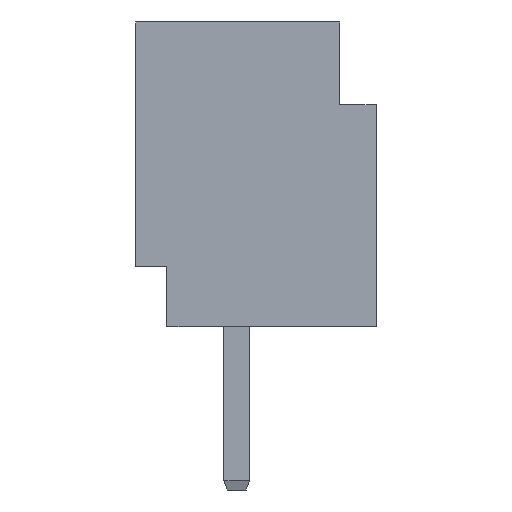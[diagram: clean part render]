
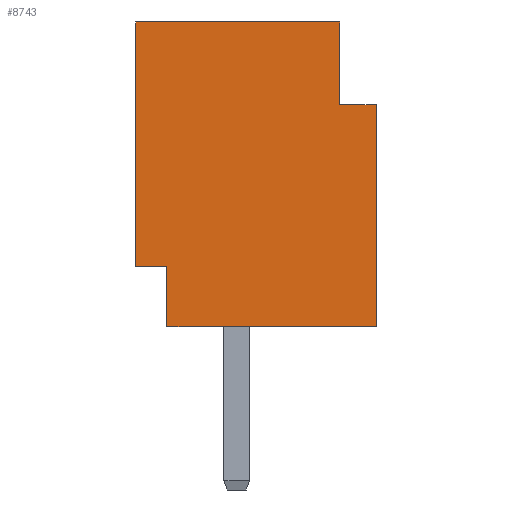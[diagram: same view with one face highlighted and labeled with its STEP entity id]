
A CAD part, left-side view. The second image highlights one B-rep face of the part: STEP entity #8743.
In plain terms, the highlighted planar face has unit normal (-1, 0, 0).
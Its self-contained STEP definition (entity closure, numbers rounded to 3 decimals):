
#463=ORIENTED_EDGE('',*,*,#2153,.T.);
#464=ORIENTED_EDGE('',*,*,#2223,.T.);
#465=ORIENTED_EDGE('',*,*,#2241,.T.);
#466=ORIENTED_EDGE('',*,*,#2242,.F.);
#467=ORIENTED_EDGE('',*,*,#2142,.F.);
#468=ORIENTED_EDGE('',*,*,#2234,.F.);
#469=ORIENTED_EDGE('',*,*,#2243,.F.);
#470=ORIENTED_EDGE('',*,*,#2244,.T.);
#2142=EDGE_CURVE('',#3036,#3037,#3608,.T.);
#2153=EDGE_CURVE('',#3047,#3046,#3619,.T.);
#2223=EDGE_CURVE('',#3046,#3112,#3689,.T.);
#2234=EDGE_CURVE('',#3120,#3036,#3700,.T.);
#2241=EDGE_CURVE('',#3112,#3125,#3707,.T.);
#2242=EDGE_CURVE('',#3037,#3125,#3708,.T.);
#2243=EDGE_CURVE('',#3126,#3120,#3709,.T.);
#2244=EDGE_CURVE('',#3126,#3047,#3710,.T.);
#3036=VERTEX_POINT('',#10829);
#3037=VERTEX_POINT('',#10831);
#3046=VERTEX_POINT('',#10852);
#3047=VERTEX_POINT('',#10854);
#3112=VERTEX_POINT('',#10991);
#3120=VERTEX_POINT('',#11013);
#3125=VERTEX_POINT('',#11028);
#3126=VERTEX_POINT('',#11031);
#3608=LINE('',#10830,#4238);
#3619=LINE('',#10853,#4249);
#3689=LINE('',#10992,#4319);
#3700=LINE('',#11014,#4330);
#3707=LINE('',#11027,#4337);
#3708=LINE('',#11029,#4338);
#3709=LINE('',#11030,#4339);
#3710=LINE('',#11032,#4340);
#4238=VECTOR('',#9500,1000.);
#4249=VECTOR('',#9515,1000.);
#4319=VECTOR('',#9591,1000.);
#4330=VECTOR('',#9608,1000.);
#4337=VECTOR('',#9619,1000.);
#4338=VECTOR('',#9620,1000.);
#4339=VECTOR('',#9621,1000.);
#4340=VECTOR('',#9622,1000.);
#4879=EDGE_LOOP('',(#463,#464,#465,#466,#467,#468,#469,#470));
#5299=FACE_BOUND('',#4879,.T.);
#5709=PLANE('',#9152);
#8743=ADVANCED_FACE('',(#5299),#5709,.T.);
#9152=AXIS2_PLACEMENT_3D('',#11026,#9617,#9618);
#9500=DIRECTION('',(0.,0.,-1.));
#9515=DIRECTION('',(0.,0.,-1.));
#9591=DIRECTION('',(0.,-1.,0.));
#9608=DIRECTION('',(0.,-1.,0.));
#9617=DIRECTION('',(-1.,0.,0.));
#9618=DIRECTION('',(0.,0.,1.));
#9619=DIRECTION('',(0.,0.,-1.));
#9620=DIRECTION('',(0.,1.,0.));
#9621=DIRECTION('',(0.,0.,-1.));
#9622=DIRECTION('',(0.,1.,0.));
#10829=CARTESIAN_POINT('',(-7.123,-1.93,3.073));
#10830=CARTESIAN_POINT('',(-7.123,-1.93,1.27));
#10831=CARTESIAN_POINT('',(-7.123,-1.93,0.));
#10852=CARTESIAN_POINT('',(-7.123,1.397,0.838));
#10853=CARTESIAN_POINT('',(-7.123,1.397,1.27));
#10854=CARTESIAN_POINT('',(-7.123,1.397,4.216));
#10991=CARTESIAN_POINT('',(-7.123,0.965,0.838));
#10992=CARTESIAN_POINT('',(-7.123,1.397,0.838));
#11013=CARTESIAN_POINT('',(-7.123,-1.422,3.073));
#11014=CARTESIAN_POINT('',(-7.123,-1.422,3.073));
#11026=CARTESIAN_POINT('',(-7.123,-1.93,1.27));
#11027=CARTESIAN_POINT('',(-7.123,0.965,0.838));
#11028=CARTESIAN_POINT('',(-7.123,0.965,0.));
#11029=CARTESIAN_POINT('',(-7.123,-1.93,0.));
#11030=CARTESIAN_POINT('',(-7.123,-1.422,4.216));
#11031=CARTESIAN_POINT('',(-7.123,-1.422,4.216));
#11032=CARTESIAN_POINT('',(-7.123,-1.93,4.216));
